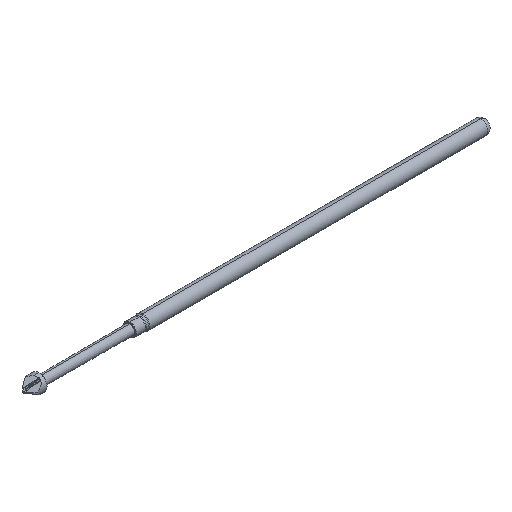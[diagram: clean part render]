
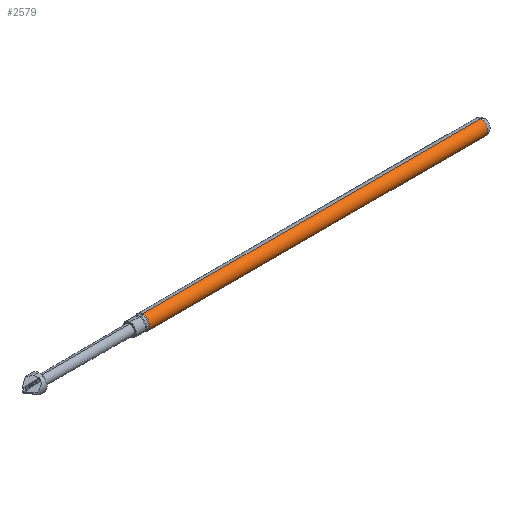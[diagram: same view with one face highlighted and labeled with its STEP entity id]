
A CAD part, isometric view. The second image highlights one B-rep face of the part: STEP entity #2579.
In plain terms, the highlighted cylindrical face has radius 0.51 mm (diameter 1.021 mm), a partial arc.
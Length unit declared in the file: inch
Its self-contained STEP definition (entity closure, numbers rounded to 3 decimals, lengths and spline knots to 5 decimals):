
#49 = ORIENTED_EDGE ( 'NONE', *, *, #3943, .T. ) ;
#121 = AXIS2_PLACEMENT_3D ( 'NONE', #4189, #4794, #5858 ) ;
#441 = ORIENTED_EDGE ( 'NONE', *, *, #6872, .T. ) ;
#769 = VERTEX_POINT ( 'NONE', #5140 ) ;
#916 = FACE_OUTER_BOUND ( 'NONE', #4578, .T. ) ;
#969 = CARTESIAN_POINT ( 'NONE',  ( -0.50104, 0.00048, -0.0201 ) ) ;
#981 = DIRECTION ( 'NONE',  ( -1., 0., 0. ) ) ;
#1032 = CARTESIAN_POINT ( 'NONE',  ( -0.50104, 0.00048, 0.0201 ) ) ;
#1230 = CARTESIAN_POINT ( 'NONE',  ( -0.46504, 0.00048, 0.0201 ) ) ;
#1247 = CIRCLE ( 'NONE', #121, 0.0201 ) ;
#1393 = DIRECTION ( 'NONE',  ( -1., 0., 0. ) ) ;
#1429 = ORIENTED_EDGE ( 'NONE', *, *, #6218, .F. ) ;
#1847 = CIRCLE ( 'NONE', #3095, 0.0201 ) ;
#2108 = VERTEX_POINT ( 'NONE', #1230 ) ;
#2128 = DIRECTION ( 'NONE',  ( 0., 0., 1. ) ) ;
#2204 = VECTOR ( 'NONE', #4781, 39.37008 ) ;
#2480 = AXIS2_PLACEMENT_3D ( 'NONE', #6852, #981, #4763 ) ;
#2579 = ADVANCED_FACE ( 'NONE', ( #916 ), #2603, .T. ) ;
#2603 = CYLINDRICAL_SURFACE ( 'NONE', #2480, 0.0201 ) ;
#2655 = DIRECTION ( 'NONE',  ( 1., 0., 0. ) ) ;
#3095 = AXIS2_PLACEMENT_3D ( 'NONE', #6269, #2655, #2128 ) ;
#3741 = LINE ( 'NONE', #1032, #2204 ) ;
#3943 = EDGE_CURVE ( 'NONE', #5485, #769, #1247, .T. ) ;
#4101 = LINE ( 'NONE', #969, #4671 ) ;
#4189 = CARTESIAN_POINT ( 'NONE',  ( 0.48448, 0.00048, 0. ) ) ;
#4578 = EDGE_LOOP ( 'NONE', ( #49, #441, #5183, #1429 ) ) ;
#4671 = VECTOR ( 'NONE', #1393, 39.37008 ) ;
#4763 = DIRECTION ( 'NONE',  ( 0., 0., -1. ) ) ;
#4781 = DIRECTION ( 'NONE',  ( -1., 0., 0. ) ) ;
#4794 = DIRECTION ( 'NONE',  ( -1., 0., 0. ) ) ;
#5140 = CARTESIAN_POINT ( 'NONE',  ( 0.48448, 0.00048, 0.0201 ) ) ;
#5183 = ORIENTED_EDGE ( 'NONE', *, *, #6880, .T. ) ;
#5206 = CARTESIAN_POINT ( 'NONE',  ( 0.48448, 0.00048, -0.0201 ) ) ;
#5485 = VERTEX_POINT ( 'NONE', #5206 ) ;
#5658 = VERTEX_POINT ( 'NONE', #5881 ) ;
#5858 = DIRECTION ( 'NONE',  ( 0., 0., -1. ) ) ;
#5881 = CARTESIAN_POINT ( 'NONE',  ( -0.46504, 0.00048, -0.0201 ) ) ;
#6218 = EDGE_CURVE ( 'NONE', #5485, #5658, #4101, .T. ) ;
#6269 = CARTESIAN_POINT ( 'NONE',  ( -0.46504, 0.00048, 0. ) ) ;
#6852 = CARTESIAN_POINT ( 'NONE',  ( -0.50104, 0.00048, 0. ) ) ;
#6872 = EDGE_CURVE ( 'NONE', #769, #2108, #3741, .T. ) ;
#6880 = EDGE_CURVE ( 'NONE', #2108, #5658, #1847, .T. ) ;
